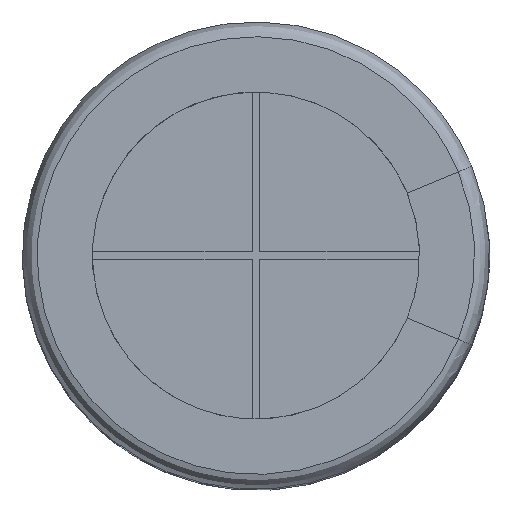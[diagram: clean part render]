
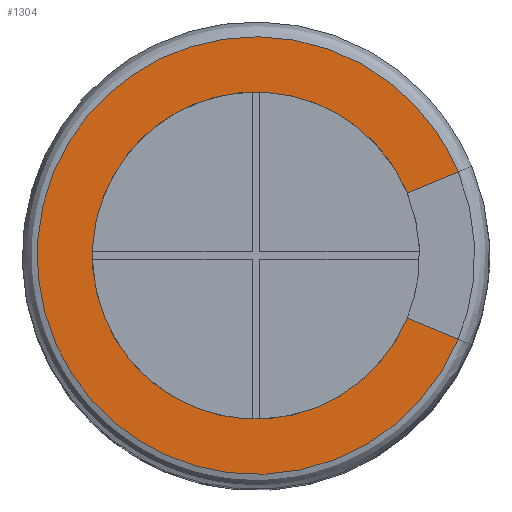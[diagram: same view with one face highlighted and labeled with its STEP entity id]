
A CAD part, top view. The second image highlights one B-rep face of the part: STEP entity #1304.
In plain terms, the highlighted free-form (B-spline) face has degree [1, 1] with [2, 2] control points.
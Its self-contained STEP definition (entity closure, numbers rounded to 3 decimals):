
#1217 = VERTEX_POINT('',#1218);
#1218 = CARTESIAN_POINT('',(3.975,-1.129,11.025));
#1224 = EDGE_CURVE('',#1217,#1225,#1227,.T.);
#1225 = VERTEX_POINT('',#1226);
#1226 = CARTESIAN_POINT('',(3.975,1.129,11.025));
#1227 = ( BOUNDED_CURVE() B_SPLINE_CURVE(2,(#1228,#1229,#1230,#1231,
#1232,#1233,#1234),.UNSPECIFIED.,.F.,.F.) B_SPLINE_CURVE_WITH_KNOTS((3,2
    ,2,3),(0.,1.833,3.665,5.498),
.PIECEWISE_BEZIER_KNOTS.) CURVE() GEOMETRIC_REPRESENTATION_ITEM() 
RATIONAL_B_SPLINE_CURVE((1.,0.609,1.,0.609,1.,
0.609,1.)) REPRESENTATION_ITEM('') );
#1228 = CARTESIAN_POINT('',(3.975,-1.129,11.025));
#1229 = CARTESIAN_POINT('',(2.504,-4.681,11.025));
#1230 = CARTESIAN_POINT('',(-0.546,-2.34,11.025));
#1231 = CARTESIAN_POINT('',(-3.596,0.,11.025)
  );
#1232 = CARTESIAN_POINT('',(-0.546,2.34,11.025));
#1233 = CARTESIAN_POINT('',(2.504,4.681,11.025));
#1234 = CARTESIAN_POINT('',(3.975,1.129,11.025));
#1304 = ADVANCED_FACE('',(#1305),#1332,.F.);
#1305 = FACE_BOUND('',#1306,.F.);
#1306 = EDGE_LOOP('',(#1307,#1308,#1315,#1327));
#1307 = ORIENTED_EDGE('',*,*,#1224,.T.);
#1308 = ORIENTED_EDGE('',*,*,#1309,.T.);
#1309 = EDGE_CURVE('',#1225,#1310,#1312,.T.);
#1310 = VERTEX_POINT('',#1311);
#1311 = CARTESIAN_POINT('',(3.287,0.844,11.025));
#1312 = B_SPLINE_CURVE_WITH_KNOTS('',1,(#1313,#1314),.UNSPECIFIED.,.F.,
  .F.,(2,2),(0.,0.745),.PIECEWISE_BEZIER_KNOTS.);
#1313 = CARTESIAN_POINT('',(3.975,1.129,11.025));
#1314 = CARTESIAN_POINT('',(3.287,0.844,11.025));
#1315 = ORIENTED_EDGE('',*,*,#1316,.F.);
#1316 = EDGE_CURVE('',#1317,#1310,#1319,.T.);
#1317 = VERTEX_POINT('',#1318);
#1318 = CARTESIAN_POINT('',(3.287,-0.844,11.025));
#1319 = ( BOUNDED_CURVE() B_SPLINE_CURVE(2,(#1320,#1321,#1322,#1323,
#1324,#1325,#1326),.UNSPECIFIED.,.F.,.F.) B_SPLINE_CURVE_WITH_KNOTS((3,2
    ,2,3),(0.,1.833,3.665,5.498),
.PIECEWISE_BEZIER_KNOTS.) CURVE() GEOMETRIC_REPRESENTATION_ITEM() 
RATIONAL_B_SPLINE_CURVE((1.,0.609,1.,0.609,1.,
0.609,1.)) REPRESENTATION_ITEM('') );
#1320 = CARTESIAN_POINT('',(3.287,-0.844,11.025));
#1321 = CARTESIAN_POINT('',(2.187,-3.499,11.025));
#1322 = CARTESIAN_POINT('',(-0.092,-1.749,11.025)
  );
#1323 = CARTESIAN_POINT('',(-2.372,0.,11.025)
  );
#1324 = CARTESIAN_POINT('',(-0.092,1.749,11.025));
#1325 = CARTESIAN_POINT('',(2.187,3.499,11.025));
#1326 = CARTESIAN_POINT('',(3.287,0.844,11.025));
#1327 = ORIENTED_EDGE('',*,*,#1328,.F.);
#1328 = EDGE_CURVE('',#1217,#1317,#1329,.T.);
#1329 = B_SPLINE_CURVE_WITH_KNOTS('',1,(#1330,#1331),.UNSPECIFIED.,.F.,
  .F.,(2,2),(0.,0.745),.PIECEWISE_BEZIER_KNOTS.);
#1330 = CARTESIAN_POINT('',(3.975,-1.129,11.025));
#1331 = CARTESIAN_POINT('',(3.287,-0.844,11.025));
#1332 = B_SPLINE_SURFACE_WITH_KNOTS('',1,1,(
    (#1333,#1334)
    ,(#1335,#1336
    )),.UNSPECIFIED.,.F.,.F.,.F.,(2,2),(2,2),(-2.95,2.95),(-2.95,2.95),
  .PIECEWISE_BEZIER_KNOTS.);
#1333 = CARTESIAN_POINT('',(-0.347,3.854,11.025));
#1334 = CARTESIAN_POINT('',(-2.604,-1.597,11.025));
#1335 = CARTESIAN_POINT('',(5.104,1.597,11.025));
#1336 = CARTESIAN_POINT('',(2.847,-3.854,11.025));
